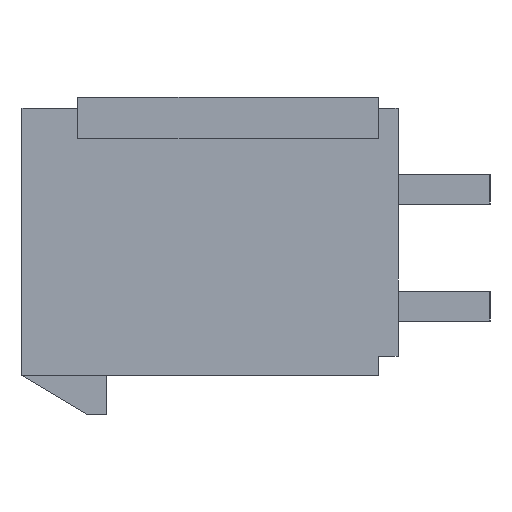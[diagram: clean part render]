
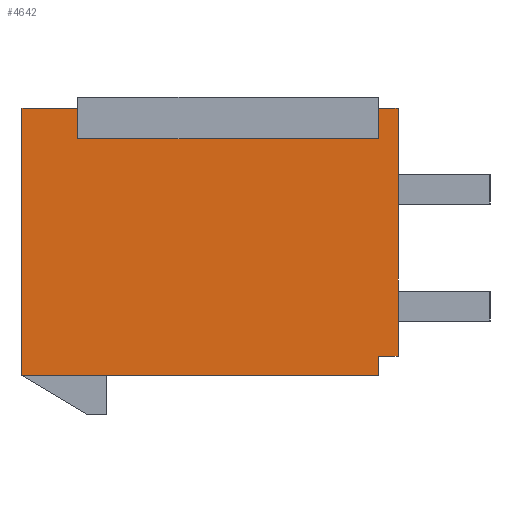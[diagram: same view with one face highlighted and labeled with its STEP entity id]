
A CAD part, left-side view. The second image highlights one B-rep face of the part: STEP entity #4642.
In plain terms, the highlighted planar face has unit normal (-1, 0, 0).
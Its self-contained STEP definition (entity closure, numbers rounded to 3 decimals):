
#1=DIRECTION('',(0.,0.,-1.));
#2=VECTOR('',#1,1.1);
#3=CARTESIAN_POINT('',(-21.6,0.7,4.8));
#4=LINE('',#3,#2);
#5=DIRECTION('',(0.,-1.,0.));
#6=VECTOR('',#5,0.7);
#7=CARTESIAN_POINT('',(-21.6,0.7,4.8));
#8=LINE('',#7,#6);
#9=DIRECTION('',(0.,0.,-1.));
#10=VECTOR('',#9,8.9);
#11=CARTESIAN_POINT('',(-21.6,0.,4.8));
#12=LINE('',#11,#10);
#13=DIRECTION('',(0.,1.,0.));
#14=VECTOR('',#13,0.7);
#15=CARTESIAN_POINT('',(-21.6,0.,-4.1));
#16=LINE('',#15,#14);
#17=DIRECTION('',(0.,0.,1.));
#18=VECTOR('',#17,0.7);
#19=CARTESIAN_POINT('',(-21.6,0.7,-4.8));
#20=LINE('',#19,#18);
#21=DIRECTION('',(0.,1.,0.));
#22=VECTOR('',#21,12.8);
#23=CARTESIAN_POINT('',(-21.6,0.7,-4.8));
#24=LINE('',#23,#22);
#25=DIRECTION('',(0.,0.,1.));
#26=VECTOR('',#25,9.6);
#27=CARTESIAN_POINT('',(-21.6,13.5,-4.8));
#28=LINE('',#27,#26);
#29=DIRECTION('',(0.,-1.,0.));
#30=VECTOR('',#29,2.);
#31=CARTESIAN_POINT('',(-21.6,13.5,4.8));
#32=LINE('',#31,#30);
#33=DIRECTION('',(0.,0.,-1.));
#34=VECTOR('',#33,1.1);
#35=CARTESIAN_POINT('',(-21.6,11.5,4.8));
#36=LINE('',#35,#34);
#37=DIRECTION('',(0.,1.,0.));
#38=VECTOR('',#37,10.8);
#39=CARTESIAN_POINT('',(-21.6,0.7,3.7));
#40=LINE('',#39,#38);
#3463=CARTESIAN_POINT('',(-21.6,13.5,-4.8));
#3464=CARTESIAN_POINT('',(-21.6,13.5,4.8));
#3465=VERTEX_POINT('',#3463);
#3466=VERTEX_POINT('',#3464);
#3595=CARTESIAN_POINT('',(-21.6,0.,4.8));
#3596=VERTEX_POINT('',#3595);
#3967=CARTESIAN_POINT('',(-21.6,0.7,-4.8));
#3968=CARTESIAN_POINT('',(-21.6,0.7,-4.1));
#3969=VERTEX_POINT('',#3967);
#3970=VERTEX_POINT('',#3968);
#3971=CARTESIAN_POINT('',(-21.6,0.,-4.1));
#3972=VERTEX_POINT('',#3971);
#4011=CARTESIAN_POINT('',(-21.6,0.7,4.8));
#4012=CARTESIAN_POINT('',(-21.6,0.7,3.7));
#4013=VERTEX_POINT('',#4011);
#4014=VERTEX_POINT('',#4012);
#4015=CARTESIAN_POINT('',(-21.6,11.5,4.8));
#4016=CARTESIAN_POINT('',(-21.6,11.5,3.7));
#4017=VERTEX_POINT('',#4015);
#4018=VERTEX_POINT('',#4016);
#4615=CARTESIAN_POINT('',(-21.6,0.,0.));
#4616=DIRECTION('',(1.,0.,0.));
#4617=DIRECTION('',(0.,0.,-1.));
#4618=AXIS2_PLACEMENT_3D('',#4615,#4616,#4617);
#4619=PLANE('',#4618);
#4621=ORIENTED_EDGE('',*,*,#4620,.F.);
#4623=ORIENTED_EDGE('',*,*,#4622,.T.);
#4625=ORIENTED_EDGE('',*,*,#4624,.T.);
#4627=ORIENTED_EDGE('',*,*,#4626,.T.);
#4629=ORIENTED_EDGE('',*,*,#4628,.F.);
#4631=ORIENTED_EDGE('',*,*,#4630,.T.);
#4633=ORIENTED_EDGE('',*,*,#4632,.T.);
#4635=ORIENTED_EDGE('',*,*,#4634,.T.);
#4637=ORIENTED_EDGE('',*,*,#4636,.T.);
#4639=ORIENTED_EDGE('',*,*,#4638,.F.);
#4640=EDGE_LOOP('',(#4621,#4623,#4625,#4627,#4629,#4631,#4633,#4635,#4637,
#4639));
#4641=FACE_OUTER_BOUND('',#4640,.F.);
#4642=ADVANCED_FACE('',(#4641),#4619,.F.);
#4620=EDGE_CURVE('',#4013,#4014,#4,.T.);
#4622=EDGE_CURVE('',#4013,#3596,#8,.T.);
#4624=EDGE_CURVE('',#3596,#3972,#12,.T.);
#4626=EDGE_CURVE('',#3972,#3970,#16,.T.);
#4628=EDGE_CURVE('',#3969,#3970,#20,.T.);
#4630=EDGE_CURVE('',#3969,#3465,#24,.T.);
#4632=EDGE_CURVE('',#3465,#3466,#28,.T.);
#4634=EDGE_CURVE('',#3466,#4017,#32,.T.);
#4636=EDGE_CURVE('',#4017,#4018,#36,.T.);
#4638=EDGE_CURVE('',#4014,#4018,#40,.T.);
